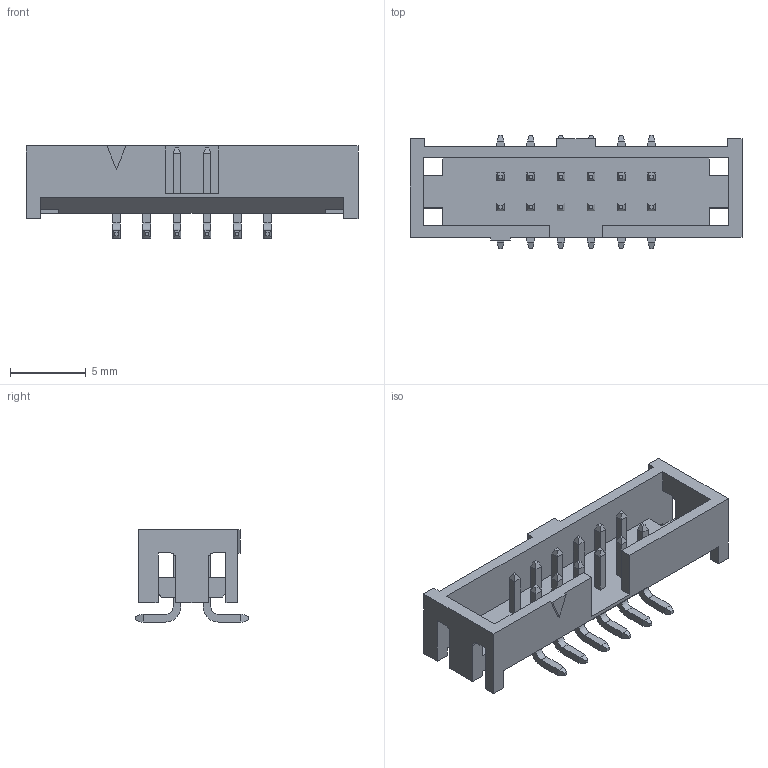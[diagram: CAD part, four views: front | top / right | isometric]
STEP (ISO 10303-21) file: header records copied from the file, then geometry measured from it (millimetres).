
FILE_DESCRIPTION(/* description */ (''),/* implementation_level */ '2;1');
FILE_NAME(/* name */ 'SAMTEC_ETMM-106-02-L-D-SM.stp',/* time_stamp */ '2017-06-23T10:51:15+02:00',/* author */ ('jwickham'),/* organization */ (''),/* preprocessor_version */ 'ST-DEVELOPER v16.5',/* originating_system */ 'AutoCAD Mechanical',/* authorisation */ ' ');
FILE_SCHEMA (('AUTOMOTIVE_DESIGN { 1 0 10303 214 3 1 1 }'));
Length unit declared in the file: millimetre
Products named in the file (1): Product
Bounding box: 21.97 x 7.49 x 6.1 mm (x, y, z)
Volume: 276.9 mm3; surface area: 868.7 mm2
Topology: 25 solids, 25 shells, 399 faces, 1017 edges, 662 vertices
Faces by surface type: plane 371, cylinder 28
Entity records: 11869 total; most frequent: CARTESIAN_POINT 2079, ORIENTED_EDGE 2034, DIRECTION 1873, EDGE_CURVE 1017, LINE 961, VECTOR 961, VERTEX_POINT 662, AXIS2_PLACEMENT_3D 456
